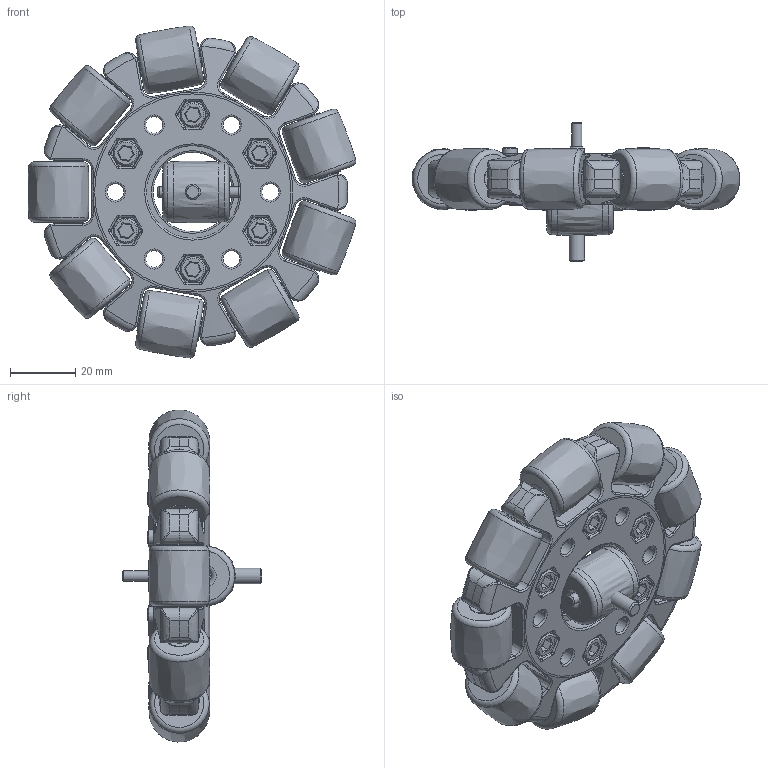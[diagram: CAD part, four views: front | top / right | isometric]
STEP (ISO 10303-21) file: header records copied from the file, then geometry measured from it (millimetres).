
FILE_DESCRIPTION( ( 'Unknown' ), '1' );
FILE_NAME( '4 inch omni wheel.stp', 'Unknown', ( 'Unknown' ), ( 'Unknown' ), 'XStep 1.0', 'Unknown', ' ' );
FILE_SCHEMA( ( 'CONFIG_CONTROL_DESIGN' ) );
Length unit declared in the file: millimetre
Products named in the file (8): 8_roller1; Assem1; 8x750roller; a42b_eyelet; 125x1000dowel; 4_inch_omni_wheel; 10-32x0500_shcs; M5_Nylock-nut
Bounding box: 100.82 x 42.88 x 102.14 mm (x, y, z)
Volume: 130263 mm3; surface area: 70482 mm2
Topology: 60 solids, 60 shells, 2231 faces, 5376 edges, 3327 vertices
Faces by surface type: plane 713, cylinder 539, torus 366, bspline 308, cone 305
Full cylindrical faces by diameter (mm): 3.175 x14, 3.226 x21, 3.353 x3, 3.835 x11, 3.886 x21, 4.134 x7, 4.775 x7, 5.182 x36, 7.366 x28, 7.823 x7, 24.384 x3, 28.575 x3
Entity records: 25073 total; most frequent: CARTESIAN_POINT 10438, ORIENTED_EDGE 2976, DIRECTION 2959, EDGE_CURVE 1488, AXIS2_PLACEMENT_3D 1196, VERTEX_POINT 939, EDGE_LOOP 729, FACE_OUTER_BOUND 680
